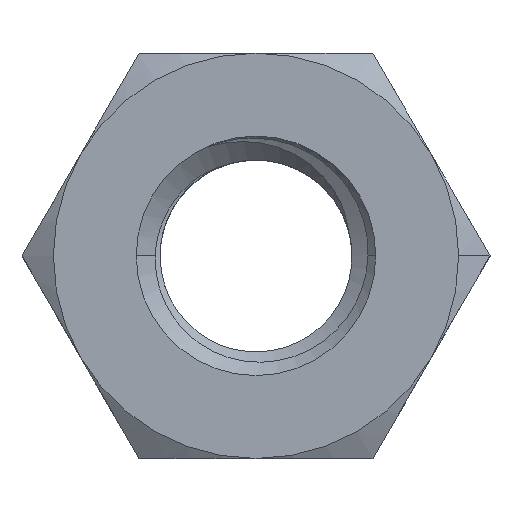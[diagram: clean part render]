
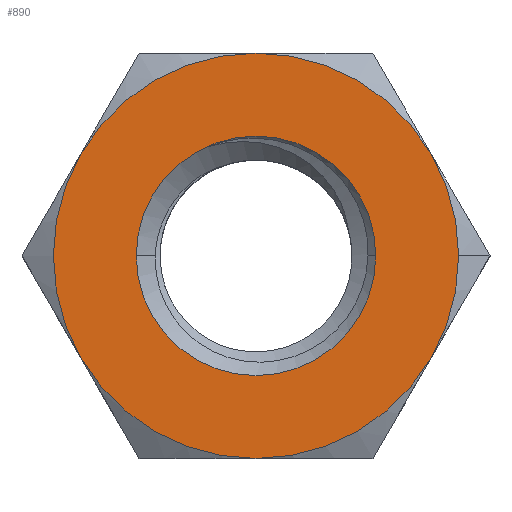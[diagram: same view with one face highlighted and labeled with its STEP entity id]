
A CAD part, top view. The second image highlights one B-rep face of the part: STEP entity #890.
In plain terms, the highlighted planar face has unit normal (0, 0, 1).
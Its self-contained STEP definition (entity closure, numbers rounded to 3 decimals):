
#12 = AXIS2_PLACEMENT_3D ( 'NONE', #2016, #2004, #1713 ) ;
#15 = AXIS2_PLACEMENT_3D ( 'NONE', #19, #1438, #350 ) ;
#19 = CARTESIAN_POINT ( 'NONE',  ( 0., 0., 8. ) ) ;
#32 = CARTESIAN_POINT ( 'NONE',  ( -7.361, -4.25, 8. ) ) ;
#56 = CARTESIAN_POINT ( 'NONE',  ( 8.5, 0., 8. ) ) ;
#71 = DIRECTION ( 'NONE',  ( 1., 0., 0. ) ) ;
#80 = AXIS2_PLACEMENT_3D ( 'NONE', #1899, #664, #186 ) ;
#89 = EDGE_CURVE ( 'NONE', #178, #426, #933, .T. ) ;
#119 = ORIENTED_EDGE ( 'NONE', *, *, #1367, .T. ) ;
#127 = CARTESIAN_POINT ( 'NONE',  ( 0., 0., 8. ) ) ;
#178 = VERTEX_POINT ( 'NONE', #478 ) ;
#186 = DIRECTION ( 'NONE',  ( 1., 0., 0. ) ) ;
#194 = CIRCLE ( 'NONE', #438, 8.5 ) ;
#217 = CARTESIAN_POINT ( 'NONE',  ( 0., 0., 8. ) ) ;
#247 = EDGE_CURVE ( 'NONE', #953, #1714, #194, .T. ) ;
#323 = DIRECTION ( 'NONE',  ( 0., 0., -1. ) ) ;
#336 = PLANE ( 'NONE',  #15 ) ;
#338 = DIRECTION ( 'NONE',  ( 1., 0., 0. ) ) ;
#340 = EDGE_CURVE ( 'NONE', #676, #455, #1309, .T. ) ;
#350 = DIRECTION ( 'NONE',  ( 1., 0., 0. ) ) ;
#374 = DIRECTION ( 'NONE',  ( 0., 0., 1. ) ) ;
#415 = EDGE_CURVE ( 'NONE', #433, #564, #1382, .T. ) ;
#417 = ORIENTED_EDGE ( 'NONE', *, *, #1238, .T. ) ;
#426 = VERTEX_POINT ( 'NONE', #806 ) ;
#433 = VERTEX_POINT ( 'NONE', #1426 ) ;
#438 = AXIS2_PLACEMENT_3D ( 'NONE', #495, #1122, #1285 ) ;
#455 = VERTEX_POINT ( 'NONE', #1748 ) ;
#458 = EDGE_LOOP ( 'NONE', ( #1232, #1985 ) ) ;
#478 = CARTESIAN_POINT ( 'NONE',  ( 7.361, 4.25, 8. ) ) ;
#495 = CARTESIAN_POINT ( 'NONE',  ( 0., 0., 8. ) ) ;
#507 = AXIS2_PLACEMENT_3D ( 'NONE', #639, #323, #338 ) ;
#529 = CARTESIAN_POINT ( 'NONE',  ( 0., -8.5, 8. ) ) ;
#533 = CARTESIAN_POINT ( 'NONE',  ( 0., 0., 8. ) ) ;
#564 = VERTEX_POINT ( 'NONE', #32 ) ;
#598 = FACE_BOUND ( 'NONE', #458, .T. ) ;
#634 = CIRCLE ( 'NONE', #1803, 5.025 ) ;
#639 = CARTESIAN_POINT ( 'NONE',  ( 0., 0., 8. ) ) ;
#661 = DIRECTION ( 'NONE',  ( 1., 0., 0. ) ) ;
#664 = DIRECTION ( 'NONE',  ( 0., 0., 1. ) ) ;
#671 = DIRECTION ( 'NONE',  ( 0., 0., 1. ) ) ;
#676 = VERTEX_POINT ( 'NONE', #887 ) ;
#722 = DIRECTION ( 'NONE',  ( 1., 0., 0. ) ) ;
#759 = EDGE_CURVE ( 'NONE', #1241, #178, #1676, .T. ) ;
#771 = CARTESIAN_POINT ( 'NONE',  ( 7.361, -4.25, 8. ) ) ;
#806 = CARTESIAN_POINT ( 'NONE',  ( 0., 8.5, 8. ) ) ;
#816 = AXIS2_PLACEMENT_3D ( 'NONE', #533, #671, #1018 ) ;
#887 = CARTESIAN_POINT ( 'NONE',  ( 5.025, 0., 8. ) ) ;
#890 = ADVANCED_FACE ( 'NONE', ( #598, #1998 ), #336, .T. ) ;
#904 = AXIS2_PLACEMENT_3D ( 'NONE', #1281, #1448, #661 ) ;
#921 = ORIENTED_EDGE ( 'NONE', *, *, #759, .T. ) ;
#933 = CIRCLE ( 'NONE', #12, 8.5 ) ;
#953 = VERTEX_POINT ( 'NONE', #529 ) ;
#998 = AXIS2_PLACEMENT_3D ( 'NONE', #1872, #1414, #1093 ) ;
#1014 = EDGE_LOOP ( 'NONE', ( #417, #921, #1584, #1660, #1941, #119, #1253 ) ) ;
#1018 = DIRECTION ( 'NONE',  ( 1., 0., 0. ) ) ;
#1068 = CIRCLE ( 'NONE', #998, 8.5 ) ;
#1093 = DIRECTION ( 'NONE',  ( 1., 0., 0. ) ) ;
#1122 = DIRECTION ( 'NONE',  ( 0., 0., 1. ) ) ;
#1186 = AXIS2_PLACEMENT_3D ( 'NONE', #217, #374, #71 ) ;
#1232 = ORIENTED_EDGE ( 'NONE', *, *, #340, .T. ) ;
#1238 = EDGE_CURVE ( 'NONE', #1714, #1241, #1481, .T. ) ;
#1241 = VERTEX_POINT ( 'NONE', #56 ) ;
#1253 = ORIENTED_EDGE ( 'NONE', *, *, #247, .T. ) ;
#1281 = CARTESIAN_POINT ( 'NONE',  ( 0., 0., 8. ) ) ;
#1285 = DIRECTION ( 'NONE',  ( 1., 0., 0. ) ) ;
#1309 = CIRCLE ( 'NONE', #507, 5.025 ) ;
#1367 = EDGE_CURVE ( 'NONE', #564, #953, #1068, .T. ) ;
#1382 = CIRCLE ( 'NONE', #904, 8.5 ) ;
#1414 = DIRECTION ( 'NONE',  ( 0., 0., 1. ) ) ;
#1426 = CARTESIAN_POINT ( 'NONE',  ( -7.361, 4.25, 8. ) ) ;
#1438 = DIRECTION ( 'NONE',  ( 0., 0., 1. ) ) ;
#1448 = DIRECTION ( 'NONE',  ( 0., 0., 1. ) ) ;
#1481 = CIRCLE ( 'NONE', #816, 8.5 ) ;
#1509 = EDGE_CURVE ( 'NONE', #455, #676, #634, .T. ) ;
#1584 = ORIENTED_EDGE ( 'NONE', *, *, #89, .T. ) ;
#1598 = CIRCLE ( 'NONE', #80, 8.5 ) ;
#1660 = ORIENTED_EDGE ( 'NONE', *, *, #1749, .T. ) ;
#1676 = CIRCLE ( 'NONE', #1186, 8.5 ) ;
#1713 = DIRECTION ( 'NONE',  ( 1., 0., 0. ) ) ;
#1714 = VERTEX_POINT ( 'NONE', #771 ) ;
#1748 = CARTESIAN_POINT ( 'NONE',  ( -5.025, 0., 8. ) ) ;
#1749 = EDGE_CURVE ( 'NONE', #426, #433, #1598, .T. ) ;
#1803 = AXIS2_PLACEMENT_3D ( 'NONE', #127, #1975, #722 ) ;
#1872 = CARTESIAN_POINT ( 'NONE',  ( 0., 0., 8. ) ) ;
#1899 = CARTESIAN_POINT ( 'NONE',  ( 0., 0., 8. ) ) ;
#1941 = ORIENTED_EDGE ( 'NONE', *, *, #415, .T. ) ;
#1975 = DIRECTION ( 'NONE',  ( 0., 0., -1. ) ) ;
#1985 = ORIENTED_EDGE ( 'NONE', *, *, #1509, .T. ) ;
#1998 = FACE_OUTER_BOUND ( 'NONE', #1014, .T. ) ;
#2004 = DIRECTION ( 'NONE',  ( 0., 0., 1. ) ) ;
#2016 = CARTESIAN_POINT ( 'NONE',  ( 0., 0., 8. ) ) ;
